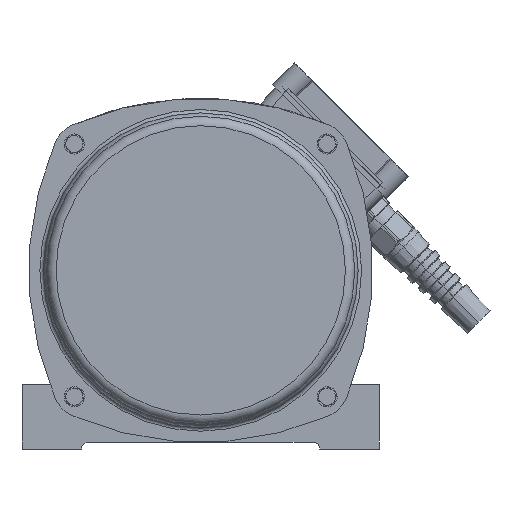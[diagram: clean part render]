
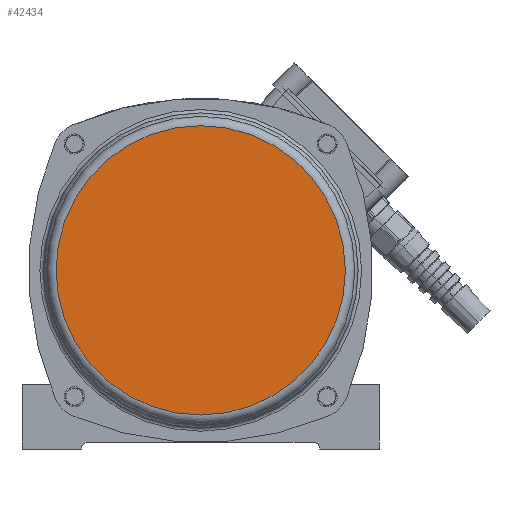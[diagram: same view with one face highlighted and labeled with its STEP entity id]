
A CAD part, left-side view. The second image highlights one B-rep face of the part: STEP entity #42434.
In plain terms, the highlighted planar face has unit normal (1, 0, 0).
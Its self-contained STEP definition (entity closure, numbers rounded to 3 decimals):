
#21136=PLANE('',#40748);
#21796=ORIENTED_EDGE('',*,*,#27435,.T.);
#25484=CIRCLE('',#40747,85.);
#26204=VERTEX_POINT('',#35678);
#27435=EDGE_CURVE('',#26204,#26204,#25484,.T.);
#29286=EDGE_LOOP('',(#21796));
#30327=FACE_BOUND('',#29286,.T.);
#31392=DIRECTION('',(1.,0.,0.));
#31393=DIRECTION('',(0.,85.,0.));
#31394=DIRECTION('',(1.,0.,0.));
#31395=DIRECTION('',(0.,-1.,0.));
#35678=CARTESIAN_POINT('',(314.376,2863.782,0.));
#35679=CARTESIAN_POINT('',(314.376,2778.782,0.));
#35680=CARTESIAN_POINT('',(314.376,2778.782,0.));
#40747=AXIS2_PLACEMENT_3D('',#35679,#31392,#31393);
#40748=AXIS2_PLACEMENT_3D('',#35680,#31394,#31395);
#42434=ADVANCED_FACE('',(#30327),#21136,.T.);
